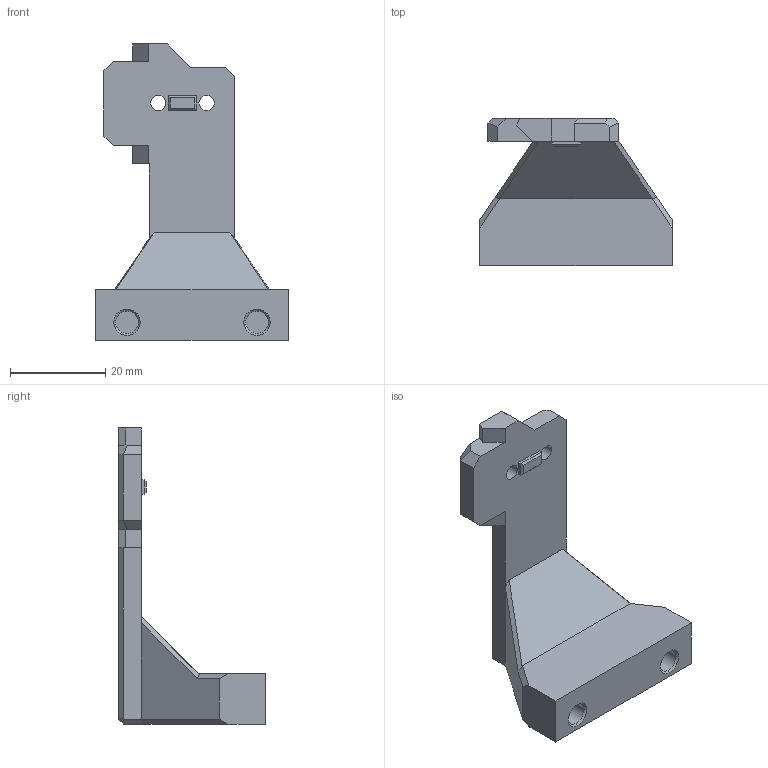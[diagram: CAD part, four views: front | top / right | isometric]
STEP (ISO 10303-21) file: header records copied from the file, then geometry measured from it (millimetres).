
FILE_DESCRIPTION (( 'STEP AP214' ), '1' );
FILE_NAME ('KlickyPCBDock_ArchetypeBB.STEP', '2024-10-29T18:40:22', ( '' ), ( '' ), 'SwSTEP 2.0', 'SolidWorks 2023', '' );
FILE_SCHEMA (( 'AUTOMOTIVE_DESIGN' ));
Length unit declared in the file: millimetre
Products named in the file (1): KlickyPCBDock_ArchetypeBB
Bounding box: 40.26 x 30.8 x 62.05 mm (x, y, z)
Volume: 16044 mm3; surface area: 6308.6 mm2
Topology: 1 solids, 1 shells, 125 faces, 329 edges, 209 vertices
Faces by surface type: plane 101, cylinder 16, cone 8
Entity records: 5128 total; most frequent: CARTESIAN_POINT 712, ORIENTED_EDGE 658, DIRECTION 621, EDGE_CURVE 329, VECTOR 257, LINE 257, VERTEX_POINT 209, AXIS2_PLACEMENT_3D 182
